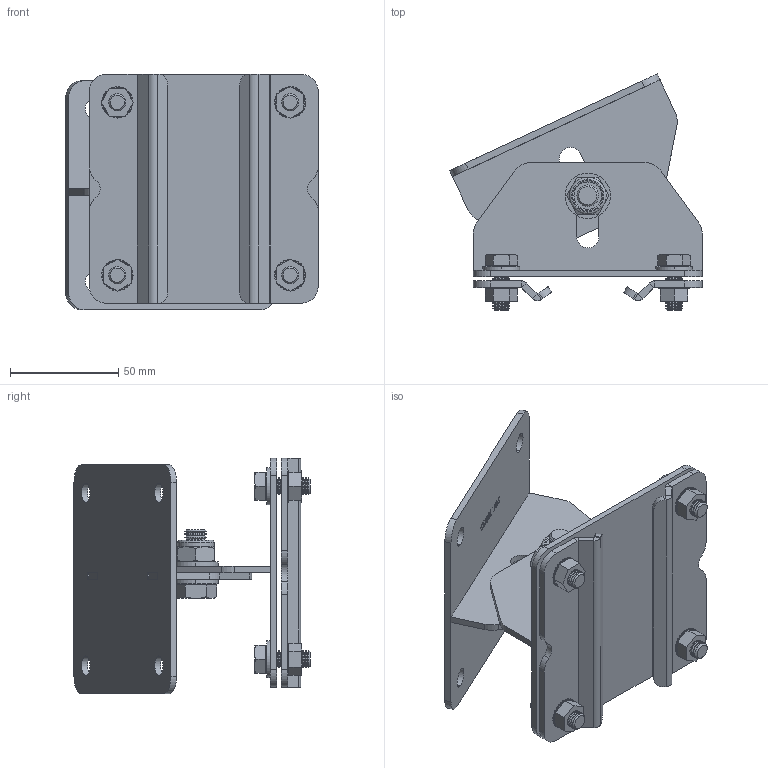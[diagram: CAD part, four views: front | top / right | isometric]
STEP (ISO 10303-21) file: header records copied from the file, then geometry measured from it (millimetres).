
FILE_DESCRIPTION (( 'STEP AP203' ), '1' );
FILE_NAME ('T85165.STEP', '2018-09-24T11:22:13', ( '' ), ( '' ), 'SwSTEP 2.0', 'SolidWorks 2016', '' );
FILE_SCHEMA (( 'CONFIG_CONTROL_DESIGN' ));
Length unit declared in the file: millimetre
Products named in the file (11): F936; TH2642; Hex Screw GradeC_Doughty Fastners_ISO 4018 - M10 x 25-WS; A Washer_Bright washer BS 4320 - M10 (Form A); A Washer_Bright washer BS 4320 - M8 (Form A); TH2640; Hex Screw GradeC_Doughty Fastners_ISO 4018 - M8 x 20-WS; T85165; SW3dPS-nyloc nut, st stl a2 iso_M10 NYLOC; TH2632; TH2641
Assembly tree (22 placements, depth 3):
  T85165
    TH2640  x2
      TH2641
      TH2642
    TH2632  x2
    A Washer_Bright washer BS 4320 - M8 (Form A)  x4
    Hex Screw GradeC_Doughty Fastners_ISO 4018 - M8 x 20-WS  x4
    F936  x4
    A Washer_Bright washer BS 4320 - M10 (Form A)  x2
    Hex Screw GradeC_Doughty Fastners_ISO 4018 - M10 x 25-WS
    SW3dPS-nyloc nut, st stl a2 iso_M10 NYLOC
Bounding box: 116.88 x 109.29 x 109 mm (x, y, z)
Volume: 131697.3 mm3; surface area: 98570.6 mm2
Topology: 22 solids, 22 shells, 1416 faces, 3662 edges, 2316 vertices
Faces by surface type: cylinder 542, plane 430, cone 356, bspline 84, torus 4
Entity records: 21556 total; most frequent: CARTESIAN_POINT 6217, DIRECTION 3015, ORIENTED_EDGE 2874, EDGE_CURVE 1437, AXIS2_PLACEMENT_3D 1166, VERTEX_POINT 908, VECTOR 683, LINE 683
